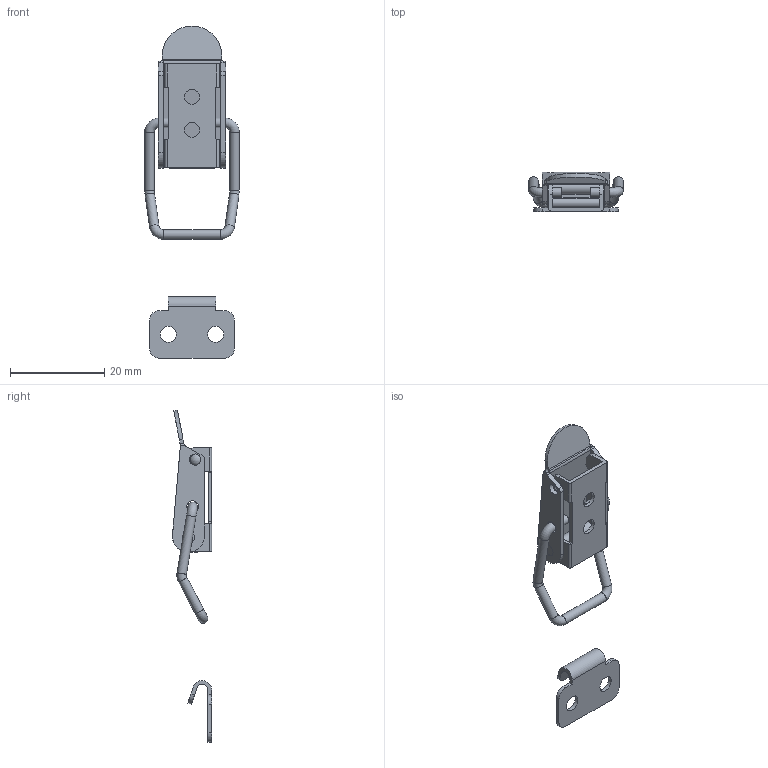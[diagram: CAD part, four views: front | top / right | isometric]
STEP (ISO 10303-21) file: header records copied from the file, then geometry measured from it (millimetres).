
FILE_DESCRIPTION(/* description */ (''),/* implementation_level */ '2;1');
FILE_NAME(/* name */ 'C-M81.stp',/* time_stamp */ '2025-07-11T16:05:45+09:00',/* author */ ('user'),/* organization */ (''),/* preprocessor_version */ 'ST-DEVELOPER v15.6',/* originating_system */ 'Autodesk Inventor 2015',/* authorisation */ '');
FILE_SCHEMA (('AUTOMOTIVE_DESIGN { 1 0 10303 214 3 1 1 }'));
Length unit declared in the file: millimetre
Products named in the file (6): C-M81_B; C-M81_T; C-M81_C; 리벳; 아데; C-M81
Bounding box: 20 x 8.3 x 70.31 mm (x, y, z)
Volume: 1323.3 mm3; surface area: 3289.8 mm2
Topology: 5 solids, 5 shells, 122 faces, 318 edges, 208 vertices
Faces by surface type: plane 57, cylinder 56, torus 6, sphere 2, bspline 1
Full cylindrical faces by diameter (mm): 2 x7, 2.4 x2, 2.5 x7, 3.2 x2, 3.4 x2
Entity records: 3823 total; most frequent: DIRECTION 666, CARTESIAN_POINT 658, ORIENTED_EDGE 576, EDGE_CURVE 288, AXIS2_PLACEMENT_3D 250, VERTEX_POINT 204, EDGE_LOOP 174, LINE 166
